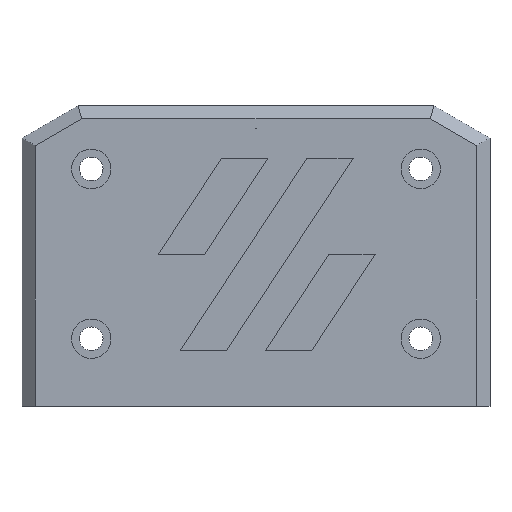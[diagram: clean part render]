
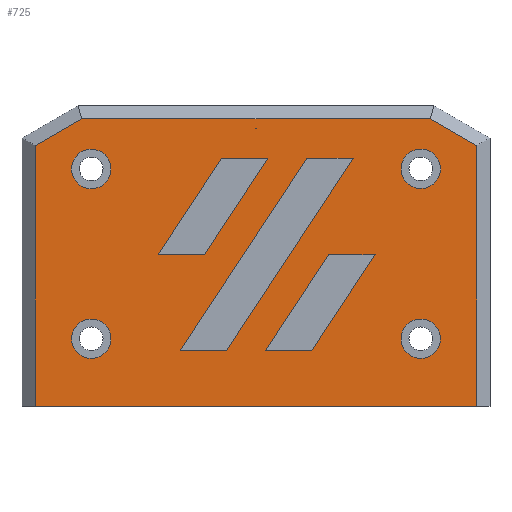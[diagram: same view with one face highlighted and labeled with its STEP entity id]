
A CAD part, top view. The second image highlights one B-rep face of the part: STEP entity #725.
In plain terms, the highlighted planar face has unit normal (0, 0, 1).
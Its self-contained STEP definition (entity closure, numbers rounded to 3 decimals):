
#23=CIRCLE('',#783,3.);
#24=CIRCLE('',#784,3.);
#25=CIRCLE('',#785,3.);
#26=CIRCLE('',#786,3.);
#39=FACE_BOUND('',#109,.T.);
#40=FACE_BOUND('',#110,.T.);
#41=FACE_BOUND('',#111,.T.);
#42=FACE_BOUND('',#112,.T.);
#43=FACE_BOUND('',#113,.T.);
#44=FACE_BOUND('',#114,.T.);
#45=FACE_BOUND('',#115,.T.);
#46=FACE_BOUND('',#116,.T.);
#65=FACE_OUTER_BOUND('',#108,.T.);
#108=EDGE_LOOP('',(#523,#524,#525,#526,#527,#528));
#109=EDGE_LOOP('',(#529,#530,#531,#532));
#110=EDGE_LOOP('',(#533,#534,#535,#536));
#111=EDGE_LOOP('',(#537,#538,#539,#540));
#112=EDGE_LOOP('',(#541,#542,#543));
#113=EDGE_LOOP('',(#544));
#114=EDGE_LOOP('',(#545));
#115=EDGE_LOOP('',(#546));
#116=EDGE_LOOP('',(#547));
#162=LINE('',#1043,#244);
#163=LINE('',#1046,#245);
#168=LINE('',#1056,#250);
#172=LINE('',#1064,#254);
#175=LINE('',#1070,#257);
#178=LINE('',#1074,#260);
#185=LINE('',#1090,#267);
#186=LINE('',#1092,#268);
#187=LINE('',#1094,#269);
#188=LINE('',#1095,#270);
#189=LINE('',#1098,#271);
#190=LINE('',#1100,#272);
#191=LINE('',#1102,#273);
#192=LINE('',#1103,#274);
#193=LINE('',#1106,#275);
#194=LINE('',#1108,#276);
#195=LINE('',#1110,#277);
#196=LINE('',#1111,#278);
#197=LINE('',#1114,#279);
#198=LINE('',#1116,#280);
#199=LINE('',#1117,#281);
#244=VECTOR('',#839,10.);
#245=VECTOR('',#842,10.);
#250=VECTOR('',#849,10.);
#254=VECTOR('',#855,10.);
#257=VECTOR('',#860,10.);
#260=VECTOR('',#865,10.);
#267=VECTOR('',#880,10.);
#268=VECTOR('',#881,10.);
#269=VECTOR('',#882,10.);
#270=VECTOR('',#883,10.);
#271=VECTOR('',#884,10.);
#272=VECTOR('',#885,10.);
#273=VECTOR('',#886,10.);
#274=VECTOR('',#887,10.);
#275=VECTOR('',#888,10.);
#276=VECTOR('',#889,10.);
#277=VECTOR('',#890,10.);
#278=VECTOR('',#891,10.);
#279=VECTOR('',#892,10.);
#280=VECTOR('',#893,10.);
#281=VECTOR('',#894,10.);
#324=VERTEX_POINT('',#1037);
#326=VERTEX_POINT('',#1041);
#327=VERTEX_POINT('',#1045);
#331=VERTEX_POINT('',#1055);
#334=VERTEX_POINT('',#1063);
#336=VERTEX_POINT('',#1069);
#340=VERTEX_POINT('',#1088);
#341=VERTEX_POINT('',#1089);
#342=VERTEX_POINT('',#1091);
#343=VERTEX_POINT('',#1093);
#344=VERTEX_POINT('',#1096);
#345=VERTEX_POINT('',#1097);
#346=VERTEX_POINT('',#1099);
#347=VERTEX_POINT('',#1101);
#348=VERTEX_POINT('',#1104);
#349=VERTEX_POINT('',#1105);
#350=VERTEX_POINT('',#1107);
#351=VERTEX_POINT('',#1109);
#352=VERTEX_POINT('',#1112);
#353=VERTEX_POINT('',#1113);
#354=VERTEX_POINT('',#1115);
#355=VERTEX_POINT('',#1118);
#356=VERTEX_POINT('',#1120);
#357=VERTEX_POINT('',#1122);
#358=VERTEX_POINT('',#1124);
#390=EDGE_CURVE('',#326,#324,#162,.T.);
#391=EDGE_CURVE('',#327,#324,#163,.T.);
#396=EDGE_CURVE('',#327,#331,#168,.T.);
#400=EDGE_CURVE('',#331,#334,#172,.T.);
#403=EDGE_CURVE('',#334,#336,#175,.T.);
#406=EDGE_CURVE('',#336,#326,#178,.T.);
#413=EDGE_CURVE('',#340,#341,#185,.T.);
#414=EDGE_CURVE('',#341,#342,#186,.T.);
#415=EDGE_CURVE('',#342,#343,#187,.T.);
#416=EDGE_CURVE('',#343,#340,#188,.T.);
#417=EDGE_CURVE('',#344,#345,#189,.T.);
#418=EDGE_CURVE('',#345,#346,#190,.T.);
#419=EDGE_CURVE('',#346,#347,#191,.T.);
#420=EDGE_CURVE('',#347,#344,#192,.T.);
#421=EDGE_CURVE('',#348,#349,#193,.T.);
#422=EDGE_CURVE('',#349,#350,#194,.T.);
#423=EDGE_CURVE('',#350,#351,#195,.T.);
#424=EDGE_CURVE('',#351,#348,#196,.T.);
#425=EDGE_CURVE('',#352,#353,#197,.T.);
#426=EDGE_CURVE('',#353,#354,#198,.T.);
#427=EDGE_CURVE('',#354,#352,#199,.T.);
#428=EDGE_CURVE('',#355,#355,#23,.T.);
#429=EDGE_CURVE('',#356,#356,#24,.T.);
#430=EDGE_CURVE('',#357,#357,#25,.T.);
#431=EDGE_CURVE('',#358,#358,#26,.T.);
#523=ORIENTED_EDGE('',*,*,#390,.F.);
#524=ORIENTED_EDGE('',*,*,#406,.F.);
#525=ORIENTED_EDGE('',*,*,#403,.F.);
#526=ORIENTED_EDGE('',*,*,#400,.F.);
#527=ORIENTED_EDGE('',*,*,#396,.F.);
#528=ORIENTED_EDGE('',*,*,#391,.T.);
#529=ORIENTED_EDGE('',*,*,#413,.T.);
#530=ORIENTED_EDGE('',*,*,#414,.T.);
#531=ORIENTED_EDGE('',*,*,#415,.T.);
#532=ORIENTED_EDGE('',*,*,#416,.T.);
#533=ORIENTED_EDGE('',*,*,#417,.T.);
#534=ORIENTED_EDGE('',*,*,#418,.T.);
#535=ORIENTED_EDGE('',*,*,#419,.T.);
#536=ORIENTED_EDGE('',*,*,#420,.T.);
#537=ORIENTED_EDGE('',*,*,#421,.T.);
#538=ORIENTED_EDGE('',*,*,#422,.T.);
#539=ORIENTED_EDGE('',*,*,#423,.T.);
#540=ORIENTED_EDGE('',*,*,#424,.T.);
#541=ORIENTED_EDGE('',*,*,#425,.T.);
#542=ORIENTED_EDGE('',*,*,#426,.T.);
#543=ORIENTED_EDGE('',*,*,#427,.T.);
#544=ORIENTED_EDGE('',*,*,#428,.T.);
#545=ORIENTED_EDGE('',*,*,#429,.T.);
#546=ORIENTED_EDGE('',*,*,#430,.T.);
#547=ORIENTED_EDGE('',*,*,#431,.T.);
#690=PLANE('',#782);
#725=ADVANCED_FACE('',(#65,#39,#40,#41,#42,#43,#44,#45,#46),#690,.T.);
#782=AXIS2_PLACEMENT_3D('',#1087,#878,#879);
#783=AXIS2_PLACEMENT_3D('',#1119,#895,#896);
#784=AXIS2_PLACEMENT_3D('',#1121,#897,#898);
#785=AXIS2_PLACEMENT_3D('',#1123,#899,#900);
#786=AXIS2_PLACEMENT_3D('',#1125,#901,#902);
#839=DIRECTION('',(0.,-1.,0.));
#842=DIRECTION('',(1.,0.,0.));
#849=DIRECTION('',(0.,1.,0.));
#855=DIRECTION('',(0.866,0.5,0.));
#860=DIRECTION('',(1.,0.,0.));
#865=DIRECTION('',(0.866,-0.5,0.));
#878=DIRECTION('center_axis',(0.,0.,1.));
#879=DIRECTION('ref_axis',(-1.,0.,0.));
#880=DIRECTION('',(0.549,0.836,0.));
#881=DIRECTION('',(1.,0.,0.));
#882=DIRECTION('',(-0.549,-0.836,0.));
#883=DIRECTION('',(-1.,0.,0.));
#884=DIRECTION('',(-1.,0.,0.));
#885=DIRECTION('',(0.549,0.836,0.));
#886=DIRECTION('',(1.,0.,0.));
#887=DIRECTION('',(-0.549,-0.836,0.));
#888=DIRECTION('',(-0.549,-0.836,0.));
#889=DIRECTION('',(-1.,0.,0.));
#890=DIRECTION('',(0.549,0.836,0.));
#891=DIRECTION('',(1.,0.,0.));
#892=DIRECTION('',(0.866,-0.5,0.));
#893=DIRECTION('',(-1.,0.002,0.));
#894=DIRECTION('',(0.866,0.5,0.));
#895=DIRECTION('center_axis',(0.,0.,-1.));
#896=DIRECTION('ref_axis',(-1.,0.,0.));
#897=DIRECTION('center_axis',(0.,0.,-1.));
#898=DIRECTION('ref_axis',(-1.,0.,0.));
#899=DIRECTION('center_axis',(0.,0.,-1.));
#900=DIRECTION('ref_axis',(-1.,0.,0.));
#901=DIRECTION('center_axis',(0.,0.,-1.));
#902=DIRECTION('ref_axis',(-1.,0.,0.));
#1037=CARTESIAN_POINT('',(378.5,54.,136.6));
#1041=CARTESIAN_POINT('',(378.5,93.526,136.6));
#1043=CARTESIAN_POINT('',(378.5,65.397,136.6));
#1045=CARTESIAN_POINT('',(311.5,54.,136.6));
#1046=CARTESIAN_POINT('',(327.25,54.,136.6));
#1055=CARTESIAN_POINT('',(311.5,93.526,136.6));
#1056=CARTESIAN_POINT('',(311.5,85.738,136.6));
#1063=CARTESIAN_POINT('',(318.536,97.588,136.6));
#1064=CARTESIAN_POINT('',(324.19,100.853,136.6));
#1069=CARTESIAN_POINT('',(371.464,97.588,136.6));
#1070=CARTESIAN_POINT('',(358.5,97.588,136.6));
#1074=CARTESIAN_POINT('',(370.06,98.399,136.6));
#1087=CARTESIAN_POINT('Origin',(345.,76.794,136.6));
#1088=CARTESIAN_POINT('',(346.435,62.404,136.6));
#1089=CARTESIAN_POINT('',(356.043,77.017,136.6));
#1090=CARTESIAN_POINT('',(349.521,67.098,136.6));
#1091=CARTESIAN_POINT('',(363.066,77.017,136.6));
#1092=CARTESIAN_POINT('',(350.521,77.017,136.6));
#1093=CARTESIAN_POINT('',(353.458,62.404,136.6));
#1094=CARTESIAN_POINT('',(360.289,72.793,136.6));
#1095=CARTESIAN_POINT('',(349.229,62.404,136.6));
#1096=CARTESIAN_POINT('',(340.517,62.383,136.6));
#1097=CARTESIAN_POINT('',(333.494,62.383,136.6));
#1098=CARTESIAN_POINT('',(342.758,62.383,136.6));
#1099=CARTESIAN_POINT('',(352.709,91.614,136.6));
#1100=CARTESIAN_POINT('',(338.537,70.055,136.6));
#1101=CARTESIAN_POINT('',(359.73,91.614,136.6));
#1102=CARTESIAN_POINT('',(348.854,91.614,136.6));
#1103=CARTESIAN_POINT('',(354.107,83.059,136.6));
#1104=CARTESIAN_POINT('',(346.787,91.614,136.6));
#1105=CARTESIAN_POINT('',(337.181,77.,136.6));
#1106=CARTESIAN_POINT('',(343.116,86.029,136.6));
#1107=CARTESIAN_POINT('',(330.158,77.,136.6));
#1108=CARTESIAN_POINT('',(341.091,77.,136.6));
#1109=CARTESIAN_POINT('',(339.763,91.614,136.6));
#1110=CARTESIAN_POINT('',(332.35,80.334,136.6));
#1111=CARTESIAN_POINT('',(342.382,91.614,136.6));
#1112=CARTESIAN_POINT('',(345.,96.124,136.6));
#1113=CARTESIAN_POINT('',(345.109,96.062,136.6));
#1114=CARTESIAN_POINT('',(345.,96.124,136.6));
#1115=CARTESIAN_POINT('',(344.892,96.062,136.6));
#1116=CARTESIAN_POINT('',(345.109,96.062,136.6));
#1117=CARTESIAN_POINT('',(344.892,96.062,136.6));
#1118=CARTESIAN_POINT('',(323.,90.,136.6));
#1119=CARTESIAN_POINT('Origin',(320.,90.,136.6));
#1120=CARTESIAN_POINT('',(373.,90.009,136.6));
#1121=CARTESIAN_POINT('Origin',(370.,90.009,136.6));
#1122=CARTESIAN_POINT('',(323.,64.231,136.6));
#1123=CARTESIAN_POINT('Origin',(320.,64.231,136.6));
#1124=CARTESIAN_POINT('',(373.,64.231,136.6));
#1125=CARTESIAN_POINT('Origin',(370.,64.231,136.6));
